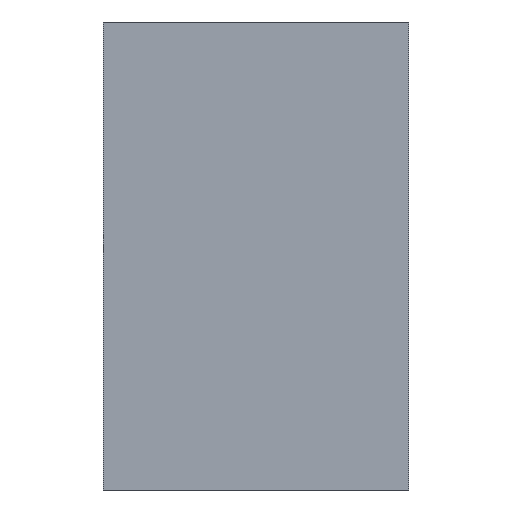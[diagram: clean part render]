
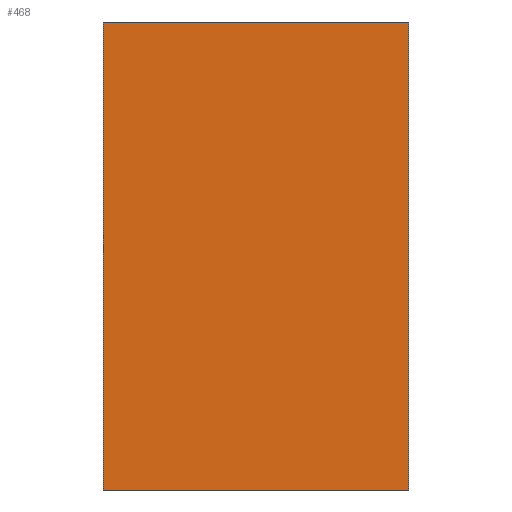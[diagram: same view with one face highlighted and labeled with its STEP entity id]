
A CAD part, left-side view. The second image highlights one B-rep face of the part: STEP entity #468.
In plain terms, the highlighted planar face has unit normal (-1, 0, 0).
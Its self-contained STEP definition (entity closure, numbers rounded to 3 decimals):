
#70=ORIENTED_EDGE('',*,*,#174,.T.);
#71=ORIENTED_EDGE('',*,*,#175,.F.);
#72=ORIENTED_EDGE('',*,*,#176,.F.);
#73=ORIENTED_EDGE('',*,*,#177,.T.);
#174=EDGE_CURVE('',#226,#227,#274,.T.);
#175=EDGE_CURVE('',#228,#227,#275,.T.);
#176=EDGE_CURVE('',#229,#228,#276,.T.);
#177=EDGE_CURVE('',#229,#226,#277,.T.);
#226=VERTEX_POINT('',#727);
#227=VERTEX_POINT('',#728);
#228=VERTEX_POINT('',#730);
#229=VERTEX_POINT('',#732);
#274=LINE('',#726,#334);
#275=LINE('',#729,#335);
#276=LINE('',#731,#336);
#277=LINE('',#733,#337);
#334=VECTOR('',#600,1000.);
#335=VECTOR('',#601,1000.);
#336=VECTOR('',#602,1000.);
#337=VECTOR('',#603,1000.);
#380=EDGE_LOOP('',(#70,#71,#72,#73));
#410=FACE_BOUND('',#380,.T.);
#440=PLANE('',#532);
#468=ADVANCED_FACE('',(#410),#440,.F.);
#532=AXIS2_PLACEMENT_3D('',#725,#598,#599);
#598=DIRECTION('',(1.,0.,0.));
#599=DIRECTION('',(0.,0.,-1.));
#600=DIRECTION('',(0.,0.,-1.));
#601=DIRECTION('',(0.,1.,0.));
#602=DIRECTION('',(0.,0.,-1.));
#603=DIRECTION('',(0.,1.,0.));
#725=CARTESIAN_POINT('',(-0.215,-0.15,0.115));
#726=CARTESIAN_POINT('',(-0.215,0.,0.115));
#727=CARTESIAN_POINT('',(-0.215,0.,0.115));
#728=CARTESIAN_POINT('',(-0.215,0.,-0.115));
#729=CARTESIAN_POINT('',(-0.215,-0.15,-0.115));
#730=CARTESIAN_POINT('',(-0.215,-0.15,-0.115));
#731=CARTESIAN_POINT('',(-0.215,-0.15,0.115));
#732=CARTESIAN_POINT('',(-0.215,-0.15,0.115));
#733=CARTESIAN_POINT('',(-0.215,-0.15,0.115));
